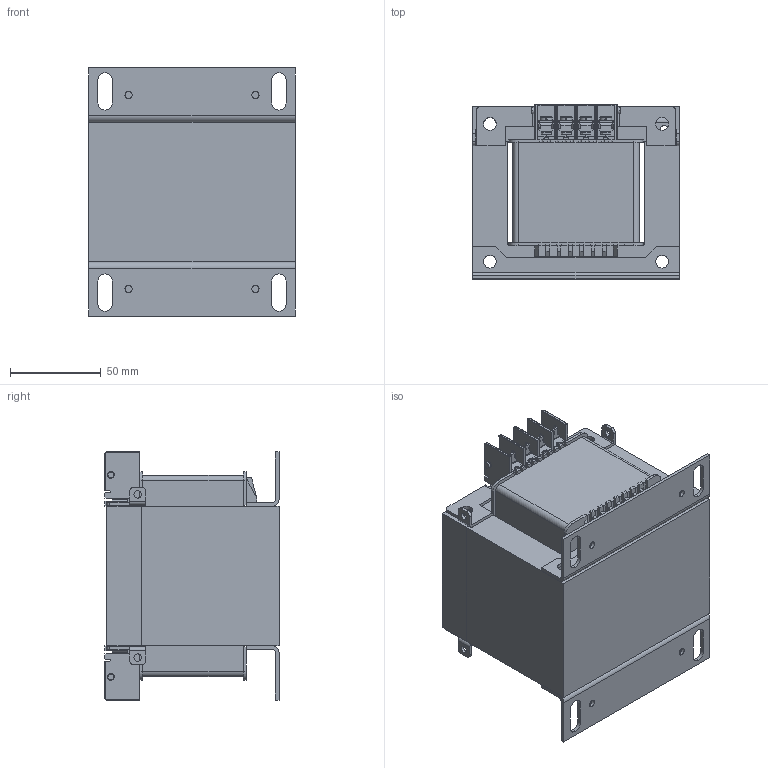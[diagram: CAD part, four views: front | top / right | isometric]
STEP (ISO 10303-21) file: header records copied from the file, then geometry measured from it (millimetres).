
FILE_DESCRIPTION (( 'STEP AP214' ), '1' );
FILE_NAME ('SP750SP.step', '2019-03-27T13:35:36', ( '' ), ( '' ), 'SwSTEP 2.0', 'SolidWorks 2018', '' );
FILE_SCHEMA (( 'AUTOMOTIVE_DESIGN' ));
Length unit declared in the file: inch
Products named in the file (1): SP750SP
Bounding box: 114 x 96.04 x 137 mm (x, y, z)
Volume: 979443.5 mm3; surface area: 198215.6 mm2
Topology: 42 solids, 42 shells, 3277 faces, 9116 edges, 5854 vertices
Faces by surface type: plane 2025, cylinder 952, bspline 260, cone 40
Entity records: 130093 total; most frequent: CARTESIAN_POINT 49112, ORIENTED_EDGE 18104, DIRECTION 14848, EDGE_CURVE 9052, LINE 6100, VECTOR 6100, VERTEX_POINT 5854, AXIS2_PLACEMENT_3D 4374
